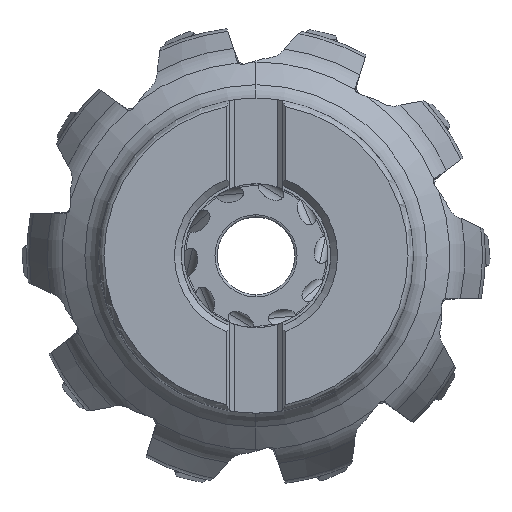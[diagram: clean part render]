
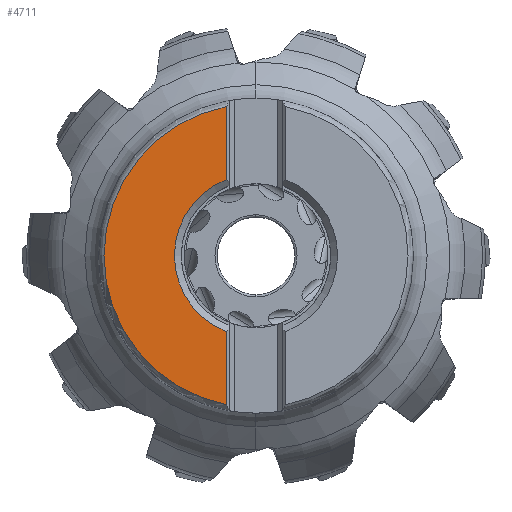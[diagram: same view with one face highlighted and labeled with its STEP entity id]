
A CAD part, top view. The second image highlights one B-rep face of the part: STEP entity #4711.
In plain terms, the highlighted planar face has unit normal (0, 0, 1).
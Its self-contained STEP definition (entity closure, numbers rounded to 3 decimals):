
#544=PLANE('',#25955);
#2109=LINE('',#49587,#3218);
#2110=LINE('',#49588,#3219);
#3218=VECTOR('',#31169,1.);
#3219=VECTOR('',#31170,1.);
#4711=ADVANCED_FACE('',(#6099),#544,.F.);
#6099=FACE_OUTER_BOUND('',#7407,.T.);
#7407=EDGE_LOOP('',(#14530,#14531,#14532,#14533,#14534));
#14530=ORIENTED_EDGE('',*,*,#21864,.F.);
#14531=ORIENTED_EDGE('',*,*,#21865,.F.);
#14532=ORIENTED_EDGE('',*,*,#21863,.F.);
#14533=ORIENTED_EDGE('',*,*,#21862,.F.);
#14534=ORIENTED_EDGE('',*,*,#21866,.F.);
#18486=VERTEX_POINT('',#49558);
#18489=VERTEX_POINT('',#49579);
#18490=VERTEX_POINT('',#49581);
#18491=VERTEX_POINT('',#49585);
#18492=VERTEX_POINT('',#49586);
#21862=EDGE_CURVE('',#18489,#18490,#23470,.T.);
#21863=EDGE_CURVE('',#18490,#18486,#23471,.T.);
#21864=EDGE_CURVE('',#18491,#18492,#23472,.T.);
#21865=EDGE_CURVE('',#18486,#18491,#2109,.T.);
#21866=EDGE_CURVE('',#18492,#18489,#2110,.T.);
#23470=CIRCLE('',#25951,26.834);
#23471=CIRCLE('',#25952,26.834);
#23472=CIRCLE('',#25954,14.4);
#25951=AXIS2_PLACEMENT_3D('',#49580,#31161,#31162);
#25952=AXIS2_PLACEMENT_3D('',#49582,#31163,#31164);
#25954=AXIS2_PLACEMENT_3D('',#49584,#31167,#31168);
#25955=AXIS2_PLACEMENT_3D('',#49589,#31171,#31172);
#31161=DIRECTION('',(0.,0.,-1.));
#31162=DIRECTION('',(-0.196,-0.981,0.));
#31163=DIRECTION('',(0.,0.,-1.));
#31164=DIRECTION('',(-1.,0.002,0.));
#31167=DIRECTION('',(0.,0.,1.));
#31168=DIRECTION('',(-0.365,0.931,0.));
#31169=DIRECTION('',(0.,-1.,0.));
#31170=DIRECTION('',(0.,-1.,0.));
#31171=DIRECTION('',(0.,0.,-1.));
#31172=DIRECTION('',(0.,1.,0.));
#49558=CARTESIAN_POINT('',(-5.262,26.312,0.));
#49579=CARTESIAN_POINT('',(-5.262,-26.312,0.));
#49580=CARTESIAN_POINT('',(0.,0.,0.));
#49581=CARTESIAN_POINT('',(-26.833,0.06,0.));
#49582=CARTESIAN_POINT('',(0.,0.,0.));
#49584=CARTESIAN_POINT('',(0.,0.,0.));
#49585=CARTESIAN_POINT('',(-5.263,13.404,0.));
#49586=CARTESIAN_POINT('',(-5.263,-13.404,0.));
#49587=CARTESIAN_POINT('',(-5.262,26.312,0.));
#49588=CARTESIAN_POINT('',(-5.263,-13.404,0.));
#49589=CARTESIAN_POINT('',(60.,48.,0.));
